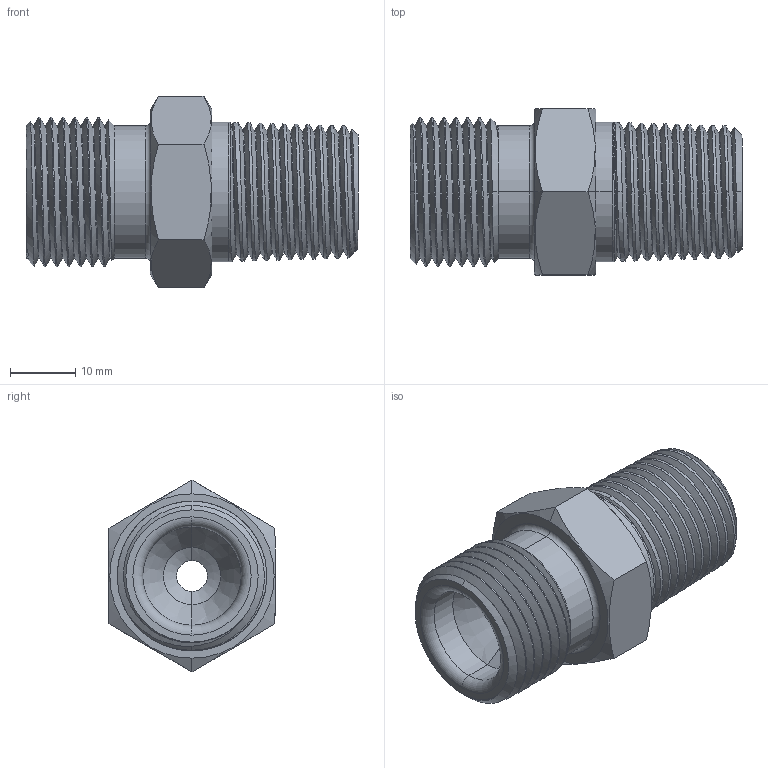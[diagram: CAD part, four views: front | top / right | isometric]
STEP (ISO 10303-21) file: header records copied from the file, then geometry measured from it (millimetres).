
FILE_DESCRIPTION (( 'STEP AP203' ), '1' );
FILE_NAME ('AD-540MSS-8MNPT.STEP', '2025-08-04T15:16:24', ( '' ), ( '' ), 'SwSTEP 2.0', 'SolidWorks 2018', '' );
FILE_SCHEMA (( 'CONFIG_CONTROL_DESIGN' ));
Length unit declared in the file: inch
Products named in the file (1): AD-540MSS-8MNPT
Bounding box: 50.8 x 25.4 x 29.33 mm (x, y, z)
Volume: 16582 mm3; surface area: 6823.5 mm2
Topology: 1 solids, 1 shells, 175 faces, 469 edges, 305 vertices
Faces by surface type: bspline 52, cone 40, plane 40, cylinder 39, torus 4
Entity records: 15477 total; most frequent: CARTESIAN_POINT 11649, ORIENTED_EDGE 938, DIRECTION 535, EDGE_CURVE 469, VERTEX_POINT 305, VECTOR 199, LINE 199, EDGE_LOOP 186
